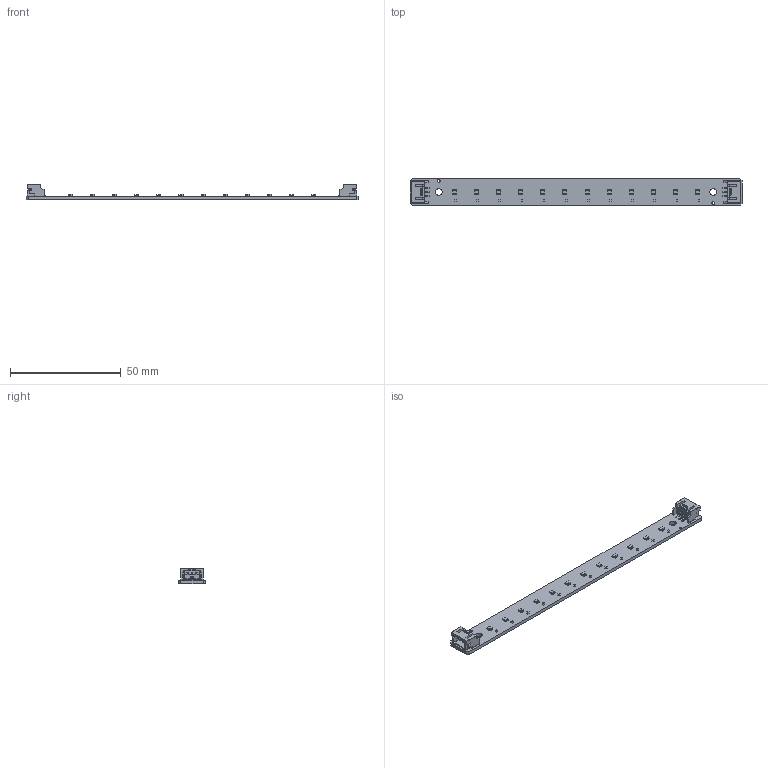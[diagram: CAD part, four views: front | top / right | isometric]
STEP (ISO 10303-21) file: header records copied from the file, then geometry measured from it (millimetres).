
FILE_DESCRIPTION(('Designed by EasyEDA Pro'),'2;1');
FILE_NAME('Open CASCADE Shape Model','2025-02-21T08:45:10',('Author'),( 'Open CASCADE'),'Open CASCADE STEP processor 7.8','Open CASCADE 7.8' ,'Unknown');
FILE_SCHEMA(('AUTOMOTIVE_DESIGN { 1 0 10303 214 1 1 1 1 }'));
Length unit declared in the file: millimetre
Products named in the file (23): V9ul-PCBModel; V9ul-TopTrack; V9ul-BottomTrack; V9ul-Board; V9ul-Top FPC Stiffener; V9ul-Bot FPC Stiffener; V9ul-C1; C0402_NEW; V9ul-C2; V9ul-C3; V9ul-C4; V9ul-C5; V9ul-C6; V9ul-C7; V9ul-C8; V9ul-C9; V9ul-C10; V9ul-C11; V9ul-C12; V9ul-U7-LED-SMD_4P-L2.0-W1.8_CY-0807; V9ul-U1-CONN-SMD_S3B-PH-SM4-TB-LF-SN; COMPOUND; V9ul-U2-CONN-SMD_S3B-PH-SM4-TB-LF-SN
Assembly tree (45 placements, depth 3):
  V9ul-PCBModel
    V9ul-TopTrack
    V9ul-BottomTrack
    V9ul-Board
    V9ul-Top FPC Stiffener
    V9ul-Bot FPC Stiffener
    V9ul-C1
      C0402_NEW
    V9ul-C2
      C0402_NEW
    V9ul-C3
      C0402_NEW
    V9ul-C4
      C0402_NEW
    V9ul-C5
      C0402_NEW
    V9ul-C6
      C0402_NEW
    V9ul-C7
      C0402_NEW
    V9ul-C8
      C0402_NEW
    V9ul-C9
      C0402_NEW
    V9ul-C10
      C0402_NEW
    V9ul-C11
      C0402_NEW
    V9ul-C12
      C0402_NEW
    V9ul-U7-LED-SMD_4P-L2.0-W1.8_CY-0807  x12
    V9ul-U1-CONN-SMD_S3B-PH-SM4-TB-LF-SN
      COMPOUND
    V9ul-U2-CONN-SMD_S3B-PH-SM4-TB-LF-SN
      COMPOUND
Bounding box: 149.97 x 11.97 x 7.1 mm (x, y, z)
Volume: 3199.6 mm3; surface area: 5393.9 mm2
Topology: 57 solids, 57 shells, 5712 faces, 15284 edges, 10016 vertices
Faces by surface type: plane 3548, bspline 1712, cylinder 372, sphere 56, torus 24
Entity records: 43742 total; most frequent: CARTESIAN_POINT 11712, ORIENTED_EDGE 5244, DIRECTION 3670, EDGE_CURVE 2622, LINE 1842, VECTOR 1842, VERTEX_POINT 1704, FACE_BOUND 1048
